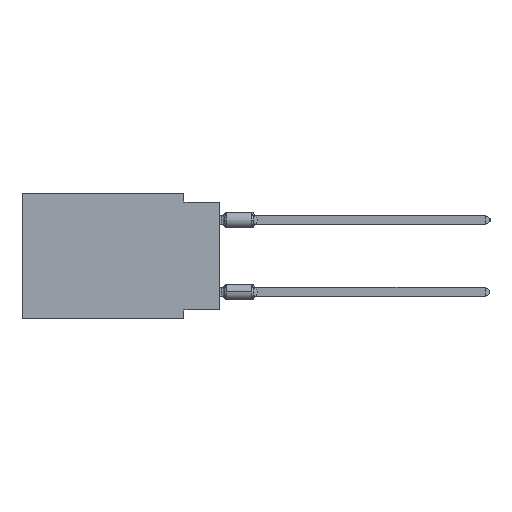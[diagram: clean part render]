
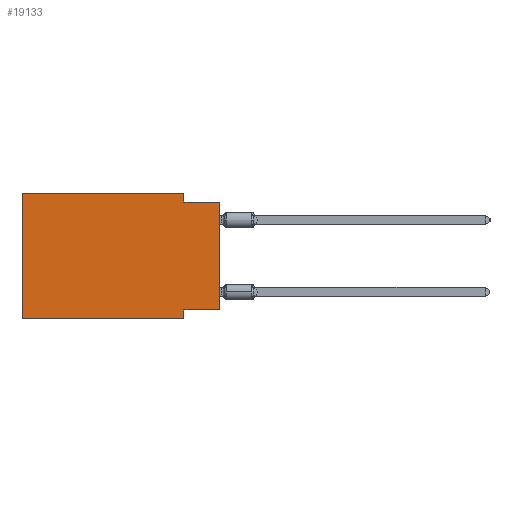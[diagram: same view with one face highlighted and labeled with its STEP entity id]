
A CAD part, left-side view. The second image highlights one B-rep face of the part: STEP entity #19133.
In plain terms, the highlighted planar face has unit normal (-1, 0, 0).
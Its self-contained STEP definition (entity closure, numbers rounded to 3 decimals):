
#310 = AXIS2_PLACEMENT_3D ( 'NONE', #56748, #38409, #29810 ) ;
#1112 = CARTESIAN_POINT ( 'NONE',  ( 0., 2.54, 0. ) ) ;
#2153 = DIRECTION ( 'NONE',  ( 0., -1., 0. ) ) ;
#3416 = CARTESIAN_POINT ( 'NONE',  ( 0., 0., -8.255 ) ) ;
#4822 = EDGE_CURVE ( 'NONE', #25869, #21377, #43273, .T. ) ;
#4934 = CARTESIAN_POINT ( 'NONE',  ( 0., 2.54, -0.635 ) ) ;
#6144 = LINE ( 'NONE', #42022, #21484 ) ;
#6414 = CARTESIAN_POINT ( 'NONE',  ( 0., 13.97, -8.89 ) ) ;
#6992 = DIRECTION ( 'NONE',  ( 0., 0., -1. ) ) ;
#7757 = VERTEX_POINT ( 'NONE', #36640 ) ;
#11516 = CARTESIAN_POINT ( 'NONE',  ( 0., 2.54, -8.255 ) ) ;
#11685 = ORIENTED_EDGE ( 'NONE', *, *, #16948, .F. ) ;
#13735 = EDGE_CURVE ( 'NONE', #7757, #55217, #24519, .T. ) ;
#14065 = LINE ( 'NONE', #49370, #28996 ) ;
#15222 = ORIENTED_EDGE ( 'NONE', *, *, #13735, .T. ) ;
#15378 = CARTESIAN_POINT ( 'NONE',  ( 0., 0., -0.635 ) ) ;
#15765 = CARTESIAN_POINT ( 'NONE',  ( 0., 13.97, 0. ) ) ;
#16252 = CARTESIAN_POINT ( 'NONE',  ( 0., 2.54, -8.89 ) ) ;
#16948 = EDGE_CURVE ( 'NONE', #7757, #29259, #31862, .T. ) ;
#18314 = LINE ( 'NONE', #49031, #55401 ) ;
#19133 = ADVANCED_FACE ( 'NONE', ( #20917 ), #30090, .F. ) ;
#19846 = EDGE_CURVE ( 'NONE', #43618, #55217, #6144, .T. ) ;
#19922 = DIRECTION ( 'NONE',  ( 0., -1., 0. ) ) ;
#20236 = LINE ( 'NONE', #15378, #25389 ) ;
#20917 = FACE_OUTER_BOUND ( 'NONE', #21101, .T. ) ;
#21101 = EDGE_LOOP ( 'NONE', ( #40318, #56187, #46545, #23443, #11685, #15222, #56369, #41073 ) ) ;
#21123 = VECTOR ( 'NONE', #19922, 1000. ) ;
#21377 = VERTEX_POINT ( 'NONE', #4934 ) ;
#21484 = VECTOR ( 'NONE', #6992, 1000. ) ;
#21615 = EDGE_CURVE ( 'NONE', #29259, #25869, #18314, .T. ) ;
#23443 = ORIENTED_EDGE ( 'NONE', *, *, #21615, .F. ) ;
#24519 = LINE ( 'NONE', #6414, #21123 ) ;
#25389 = VECTOR ( 'NONE', #2153, 1000. ) ;
#25869 = VERTEX_POINT ( 'NONE', #1112 ) ;
#28996 = VECTOR ( 'NONE', #49086, 1000. ) ;
#29259 = VERTEX_POINT ( 'NONE', #15765 ) ;
#29810 = DIRECTION ( 'NONE',  ( 0., 0., -1. ) ) ;
#30090 = PLANE ( 'NONE',  #310 ) ;
#30412 = VECTOR ( 'NONE', #53660, 1000. ) ;
#31862 = LINE ( 'NONE', #40177, #30412 ) ;
#36640 = CARTESIAN_POINT ( 'NONE',  ( 0., 13.97, -8.89 ) ) ;
#38409 = DIRECTION ( 'NONE',  ( 1., 0., 0. ) ) ;
#38417 = DIRECTION ( 'NONE',  ( 0., 0., -1. ) ) ;
#39246 = CARTESIAN_POINT ( 'NONE',  ( 0., 2.54, 0. ) ) ;
#39492 = CARTESIAN_POINT ( 'NONE',  ( 0., 0., -0.635 ) ) ;
#40177 = CARTESIAN_POINT ( 'NONE',  ( 0., 13.97, 0. ) ) ;
#40318 = ORIENTED_EDGE ( 'NONE', *, *, #42279, .T. ) ;
#40400 = DIRECTION ( 'NONE',  ( 0., -1., 0. ) ) ;
#41073 = ORIENTED_EDGE ( 'NONE', *, *, #56488, .F. ) ;
#42022 = CARTESIAN_POINT ( 'NONE',  ( 0., 2.54, -8.89 ) ) ;
#42279 = EDGE_CURVE ( 'NONE', #47465, #53659, #47069, .T. ) ;
#42482 = DIRECTION ( 'NONE',  ( 0., 0., 1. ) ) ;
#43273 = LINE ( 'NONE', #39246, #54802 ) ;
#43618 = VERTEX_POINT ( 'NONE', #11516 ) ;
#43949 = VECTOR ( 'NONE', #42482, 1000. ) ;
#46224 = CARTESIAN_POINT ( 'NONE',  ( 0., 0., 0. ) ) ;
#46545 = ORIENTED_EDGE ( 'NONE', *, *, #4822, .F. ) ;
#47069 = LINE ( 'NONE', #46224, #43949 ) ;
#47465 = VERTEX_POINT ( 'NONE', #3416 ) ;
#49031 = CARTESIAN_POINT ( 'NONE',  ( 0., 13.97, 0. ) ) ;
#49086 = DIRECTION ( 'NONE',  ( 0., 1., 0. ) ) ;
#49370 = CARTESIAN_POINT ( 'NONE',  ( 0., 0., -8.255 ) ) ;
#52703 = EDGE_CURVE ( 'NONE', #21377, #53659, #20236, .T. ) ;
#53659 = VERTEX_POINT ( 'NONE', #39492 ) ;
#53660 = DIRECTION ( 'NONE',  ( 0., 0., 1. ) ) ;
#54802 = VECTOR ( 'NONE', #38417, 1000. ) ;
#55217 = VERTEX_POINT ( 'NONE', #16252 ) ;
#55401 = VECTOR ( 'NONE', #40400, 1000. ) ;
#56187 = ORIENTED_EDGE ( 'NONE', *, *, #52703, .F. ) ;
#56369 = ORIENTED_EDGE ( 'NONE', *, *, #19846, .F. ) ;
#56488 = EDGE_CURVE ( 'NONE', #47465, #43618, #14065, .T. ) ;
#56748 = CARTESIAN_POINT ( 'NONE',  ( 0., 13.97, 0. ) ) ;
